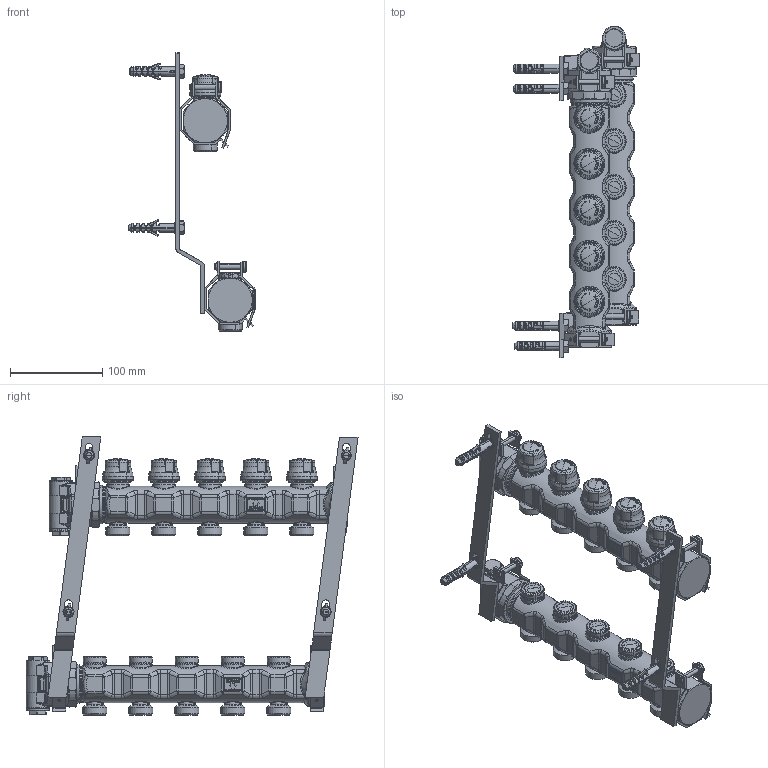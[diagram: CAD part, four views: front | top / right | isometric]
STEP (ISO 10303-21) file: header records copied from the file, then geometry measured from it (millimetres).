
FILE_DESCRIPTION(('CATIA V5 STEP Exchange','CAx-IF Rec.Pracs.--- Model Styling and Organization---1.5--- 2016-08-15','CAx-IF Rec.Pracs.---Supplemental Geometry---1.0---2011-11-01','CAx-IF Rec.Pracs.--- Composite Materials ---3.4---2017-06-13','CAx-IF Rec.Pracs.---Tessellated 3D Geometry---1.0---2015-12-17'),'2;1');
FILE_NAME('STEP_6637E5_-_TST.stp','2025-05-13T11:41:57+00:00',('none'),('none'),'CATIA Version 5-6 Release 2020 SP5','CATIA V5 STEP AP242 v2','none');
FILE_SCHEMA(('AP242_MANAGED_MODEL_BASED_3D_ENGINEERING_MIM_LF {1 0 10303 442 1 1 4}'));
Products named in the file (1): 6637E5 - TST
Bounding box: 137.1 x 360.77 x 302.1 mm (x, y, z)
Volume: 1180462.8 mm3; surface area: 225861.3 mm2
Topology: 1 solids, 17 shells, 6333 faces, 16669 edges, 10171 vertices
Faces by surface type: plane 2676, cylinder 1690, bspline 932, cone 429, torus 312, sphere 294
Entity records: 232100 total; most frequent: CARTESIAN_POINT 100069, ORIENTED_EDGE 32618, DIRECTION 17288, EDGE_CURVE 16309, VERTEX_POINT 10171, AXIS2_PLACEMENT_3D 7196, B_SPLINE_CURVE_WITH_KNOTS 6935, EDGE_LOOP 6640
